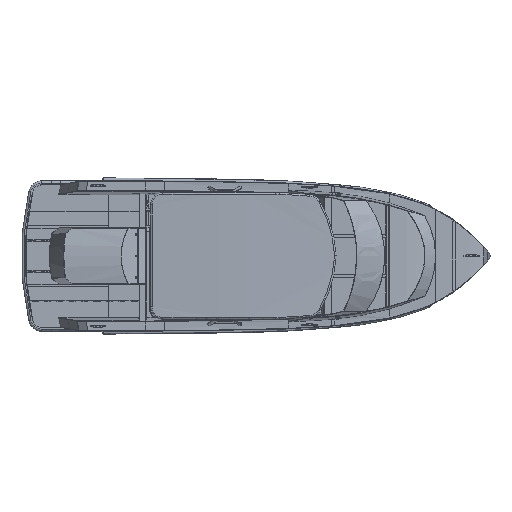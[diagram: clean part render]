
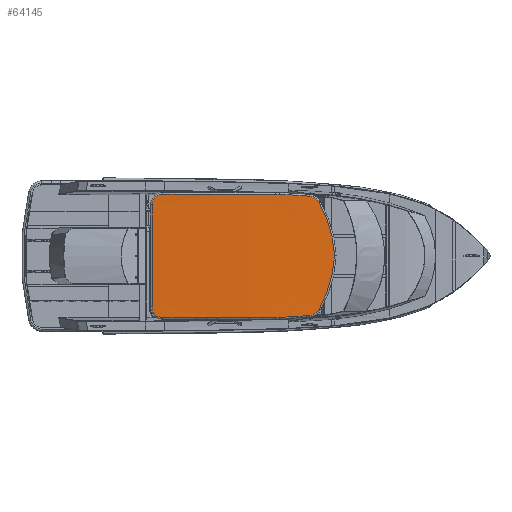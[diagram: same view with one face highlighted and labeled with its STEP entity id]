
A CAD part, top view. The second image highlights one B-rep face of the part: STEP entity #64145.
In plain terms, the highlighted cylindrical face has radius 35105.6 mm (diameter 70211.2 mm), a partial arc.
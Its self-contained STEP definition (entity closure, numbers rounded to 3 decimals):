
#60758 = VERTEX_POINT('',#60759);
#60759 = CARTESIAN_POINT('',(2048.782,-822.313,
    2525.935));
#60784 = VERTEX_POINT('',#60785);
#60785 = CARTESIAN_POINT('',(2224.379,-998.029,
    2532.));
#60792 = EDGE_CURVE('',#60758,#60784,#60793,.T.);
#60793 = B_SPLINE_CURVE_WITH_KNOTS('',3,(#60794,#60795,#60796,#60797,
    #60798,#60799,#60800,#60801,#60802,#60803),.UNSPECIFIED.,.F.,.F.,(4,
    1,1,1,1,1,1,4),(14.212,18.155,22.098,
    26.041,29.984,33.926,37.869,
    41.812),.UNSPECIFIED.);
#60794 = CARTESIAN_POINT('',(2048.782,-822.313,
    2525.935));
#60795 = CARTESIAN_POINT('',(2048.782,-835.456,
    2525.935));
#60796 = CARTESIAN_POINT('',(2051.732,-861.744,
    2526.045));
#60797 = CARTESIAN_POINT('',(2064.796,-899.207,
    2526.526));
#60798 = CARTESIAN_POINT('',(2085.857,-932.838,
    2527.292));
#60799 = CARTESIAN_POINT('',(2113.88,-960.93,
    2528.291));
#60800 = CARTESIAN_POINT('',(2147.467,-982.069,
    2529.458));
#60801 = CARTESIAN_POINT('',(2184.933,-995.155,
    2530.722));
#60802 = CARTESIAN_POINT('',(2211.233,-998.066,
    2531.579));
#60803 = CARTESIAN_POINT('',(2224.379,-998.029,
    2532.));
#60993 = VERTEX_POINT('',#60994);
#60994 = CARTESIAN_POINT('',(4039.799,-997.051,
    2543.191));
#61001 = EDGE_CURVE('',#60784,#60993,#61002,.T.);
#61002 = ELLIPSE('',#61003,35239.532,35105.625);
#61003 = AXIS2_PLACEMENT_3D('',#61004,#61005,#61006);
#61004 = CARTESIAN_POINT('',(3348.416,-4065.613,
    -32555.625));
#61005 = DIRECTION('',(0.,0.996,
    -0.087));
#61006 = DIRECTION('',(0.,0.087,
    0.996));
#61050 = VERTEX_POINT('',#61051);
#61051 = CARTESIAN_POINT('',(4104.271,-995.028,
    2541.862));
#61060 = EDGE_CURVE('',#60993,#61050,#61061,.T.);
#61061 = B_SPLINE_CURVE_WITH_KNOTS('',3,(#61062,#61063,#61064,#61065),
  .UNSPECIFIED.,.F.,.F.,(4,4),(0.,6.448),
  .PIECEWISE_BEZIER_KNOTS.);
#61062 = CARTESIAN_POINT('',(4039.799,-997.051,
    2543.191));
#61063 = CARTESIAN_POINT('',(4061.305,-997.088,
    2542.768));
#61064 = CARTESIAN_POINT('',(4082.811,-996.413,
    2542.324));
#61065 = CARTESIAN_POINT('',(4104.271,-995.028,
    2541.862));
#61118 = VERTEX_POINT('',#61119);
#61119 = CARTESIAN_POINT('',(4596.148,-963.581,
    2527.819));
#61126 = EDGE_CURVE('',#61050,#61118,#61127,.T.);
#61127 = ELLIPSE('',#61128,35316.609,35105.625);
#61128 = AXIS2_PLACEMENT_3D('',#61129,#61130,#61131);
#61129 = CARTESIAN_POINT('',(3348.416,-4113.684,
    -32555.625));
#61130 = DIRECTION('',(-0.066,0.994,
    -0.087));
#61131 = DIRECTION('',(0.601,0.109,0.791));
#61166 = VERTEX_POINT('',#61167);
#61167 = CARTESIAN_POINT('',(4736.415,-876.285,
    2522.55));
#61176 = EDGE_CURVE('',#61118,#61166,#61177,.T.);
#61177 = B_SPLINE_CURVE_WITH_KNOTS('',3,(#61178,#61179,#61180,#61181,
    #61182,#61183,#61184),.UNSPECIFIED.,.F.,.F.,(4,1,1,1,4),(0.,
    4.917,9.834,12.293,17.21),
  .UNSPECIFIED.);
#61178 = CARTESIAN_POINT('',(4596.148,-963.581,
    2527.819));
#61179 = CARTESIAN_POINT('',(4612.507,-962.546,
    2527.238));
#61180 = CARTESIAN_POINT('',(4644.936,-955.834,
    2526.061));
#61181 = CARTESIAN_POINT('',(4681.519,-936.487,
    2524.684));
#61182 = CARTESIAN_POINT('',(4712.996,-910.085,
    2523.472));
#61183 = CARTESIAN_POINT('',(4728.254,-890.501,
    2522.873));
#61184 = CARTESIAN_POINT('',(4736.415,-876.285,
    2522.55));
#61251 = VERTEX_POINT('',#61252);
#61252 = CARTESIAN_POINT('',(4994.812,0.,
    2511.372));
#61348 = EDGE_CURVE('',#61166,#61251,#61349,.T.);
#61349 = B_SPLINE_CURVE_WITH_KNOTS('',3,(#61350,#61351,#61352,#61353,
    #61354,#61355,#61356),.UNSPECIFIED.,.F.,.F.,(4,1,1,1,4),(
    -94.703,-68.323,-41.943,-22.158,
    -2.504),.UNSPECIFIED.);
#61350 = CARTESIAN_POINT('',(4736.415,-876.285,
    2522.55));
#61351 = CARTESIAN_POINT('',(4780.191,-800.023,
    2520.818));
#61352 = CARTESIAN_POINT('',(4857.486,-641.61,
    2517.597));
#61353 = CARTESIAN_POINT('',(4933.67,-411.542,
    2514.204));
#61354 = CARTESIAN_POINT('',(4977.868,-196.361,
    2512.168));
#61355 = CARTESIAN_POINT('',(4991.351,-65.424,
    2511.535));
#61356 = CARTESIAN_POINT('',(4994.812,0.,
    2511.372));
#63559 = VERTEX_POINT('',#63560);
#63560 = CARTESIAN_POINT('',(2224.379,998.029,
    2532.));
#63567 = EDGE_CURVE('',#63568,#63559,#63570,.T.);
#63568 = VERTEX_POINT('',#63569);
#63569 = CARTESIAN_POINT('',(2048.782,822.313,
    2525.935));
#63570 = B_SPLINE_CURVE_WITH_KNOTS('',3,(#63571,#63572,#63573,#63574,
    #63575,#63576,#63577,#63578,#63579,#63580),.UNSPECIFIED.,.F.,.F.,(4,
    1,1,1,1,1,1,4),(14.212,18.155,22.098,
    26.041,29.984,33.926,37.869,
    41.812),.UNSPECIFIED.);
#63571 = CARTESIAN_POINT('',(2048.782,822.313,
    2525.935));
#63572 = CARTESIAN_POINT('',(2048.782,835.456,
    2525.935));
#63573 = CARTESIAN_POINT('',(2051.732,861.744,
    2526.045));
#63574 = CARTESIAN_POINT('',(2064.796,899.207,
    2526.526));
#63575 = CARTESIAN_POINT('',(2085.857,932.838,
    2527.292));
#63576 = CARTESIAN_POINT('',(2113.88,960.93,
    2528.291));
#63577 = CARTESIAN_POINT('',(2147.467,982.069,
    2529.458));
#63578 = CARTESIAN_POINT('',(2184.933,995.155,
    2530.722));
#63579 = CARTESIAN_POINT('',(2211.233,998.066,
    2531.579));
#63580 = CARTESIAN_POINT('',(2224.379,998.029,
    2532.));
#63798 = VERTEX_POINT('',#63799);
#63799 = CARTESIAN_POINT('',(4039.799,997.051,
    2543.191));
#63806 = EDGE_CURVE('',#63559,#63798,#63807,.T.);
#63807 = ELLIPSE('',#63808,35239.532,35105.625);
#63808 = AXIS2_PLACEMENT_3D('',#63809,#63810,#63811);
#63809 = CARTESIAN_POINT('',(3348.416,4065.613,
    -32555.625));
#63810 = DIRECTION('',(0.,0.996,
    0.087));
#63811 = DIRECTION('',(0.,-0.087,
    0.996));
#63873 = EDGE_CURVE('',#63798,#63874,#63876,.T.);
#63874 = VERTEX_POINT('',#63875);
#63875 = CARTESIAN_POINT('',(4104.271,995.028,
    2541.862));
#63876 = B_SPLINE_CURVE_WITH_KNOTS('',3,(#63877,#63878,#63879,#63880),
  .UNSPECIFIED.,.F.,.F.,(4,4),(0.,6.448),
  .PIECEWISE_BEZIER_KNOTS.);
#63877 = CARTESIAN_POINT('',(4039.799,997.051,
    2543.191));
#63878 = CARTESIAN_POINT('',(4061.305,997.088,
    2542.768));
#63879 = CARTESIAN_POINT('',(4082.811,996.413,
    2542.324));
#63880 = CARTESIAN_POINT('',(4104.271,995.028,
    2541.862));
#63941 = VERTEX_POINT('',#63942);
#63942 = CARTESIAN_POINT('',(4596.148,963.581,
    2527.819));
#63949 = EDGE_CURVE('',#63874,#63941,#63950,.T.);
#63950 = ELLIPSE('',#63951,35316.609,35105.625);
#63951 = AXIS2_PLACEMENT_3D('',#63952,#63953,#63954);
#63952 = CARTESIAN_POINT('',(3348.416,4113.684,
    -32555.625));
#63953 = DIRECTION('',(0.066,0.994,
    0.087));
#63954 = DIRECTION('',(0.601,-0.109,0.791));
#63989 = EDGE_CURVE('',#63941,#63990,#63992,.T.);
#63990 = VERTEX_POINT('',#63991);
#63991 = CARTESIAN_POINT('',(4736.415,876.285,
    2522.55));
#63992 = B_SPLINE_CURVE_WITH_KNOTS('',3,(#63993,#63994,#63995,#63996,
    #63997,#63998,#63999),.UNSPECIFIED.,.F.,.F.,(4,1,1,1,4),(0.,
    4.917,9.834,12.293,17.21),
  .UNSPECIFIED.);
#63993 = CARTESIAN_POINT('',(4596.148,963.581,
    2527.819));
#63994 = CARTESIAN_POINT('',(4612.507,962.546,
    2527.238));
#63995 = CARTESIAN_POINT('',(4644.936,955.834,
    2526.061));
#63996 = CARTESIAN_POINT('',(4681.519,936.487,
    2524.684));
#63997 = CARTESIAN_POINT('',(4712.996,910.085,
    2523.472));
#63998 = CARTESIAN_POINT('',(4728.254,890.501,
    2522.873));
#63999 = CARTESIAN_POINT('',(4736.415,876.285,
    2522.55));
#64074 = EDGE_CURVE('',#63990,#61251,#64075,.T.);
#64075 = B_SPLINE_CURVE_WITH_KNOTS('',3,(#64076,#64077,#64078,#64079,
    #64080,#64081,#64082),.UNSPECIFIED.,.F.,.F.,(4,1,1,1,4),(
    -94.703,-68.323,-41.943,-22.158,
    -2.504),.UNSPECIFIED.);
#64076 = CARTESIAN_POINT('',(4736.415,876.285,
    2522.55));
#64077 = CARTESIAN_POINT('',(4780.191,800.023,
    2520.818));
#64078 = CARTESIAN_POINT('',(4857.486,641.61,
    2517.597));
#64079 = CARTESIAN_POINT('',(4933.67,411.542,
    2514.204));
#64080 = CARTESIAN_POINT('',(4977.868,196.361,
    2512.168));
#64081 = CARTESIAN_POINT('',(4991.351,65.424,
    2511.535));
#64082 = CARTESIAN_POINT('',(4994.812,0.,
    2511.372));
#64145 = ADVANCED_FACE('',(#64146),#64166,.T.);
#64146 = FACE_BOUND('',#64147,.T.);
#64147 = EDGE_LOOP('',(#64148,#64149,#64150,#64151,#64152,#64153,#64154,
    #64160,#64161,#64162,#64163,#64164,#64165));
#64148 = ORIENTED_EDGE('',*,*,#64074,.F.);
#64149 = ORIENTED_EDGE('',*,*,#63989,.F.);
#64150 = ORIENTED_EDGE('',*,*,#63949,.F.);
#64151 = ORIENTED_EDGE('',*,*,#63873,.F.);
#64152 = ORIENTED_EDGE('',*,*,#63806,.F.);
#64153 = ORIENTED_EDGE('',*,*,#63567,.F.);
#64154 = ORIENTED_EDGE('',*,*,#64155,.T.);
#64155 = EDGE_CURVE('',#63568,#60758,#64156,.T.);
#64156 = LINE('',#64157,#64158);
#64157 = CARTESIAN_POINT('',(2048.782,0.,2525.935));
#64158 = VECTOR('',#64159,1.);
#64159 = DIRECTION('',(0.,-1.,0.));
#64160 = ORIENTED_EDGE('',*,*,#60792,.T.);
#64161 = ORIENTED_EDGE('',*,*,#61001,.T.);
#64162 = ORIENTED_EDGE('',*,*,#61060,.T.);
#64163 = ORIENTED_EDGE('',*,*,#61126,.T.);
#64164 = ORIENTED_EDGE('',*,*,#61176,.T.);
#64165 = ORIENTED_EDGE('',*,*,#61348,.T.);
#64166 = CYLINDRICAL_SURFACE('',#64167,35105.625);
#64167 = AXIS2_PLACEMENT_3D('',#64168,#64169,#64170);
#64168 = CARTESIAN_POINT('',(3348.416,0.,-32555.625));
#64169 = DIRECTION('',(0.,1.,0.));
#64170 = DIRECTION('',(-0.038,0.,0.999));
